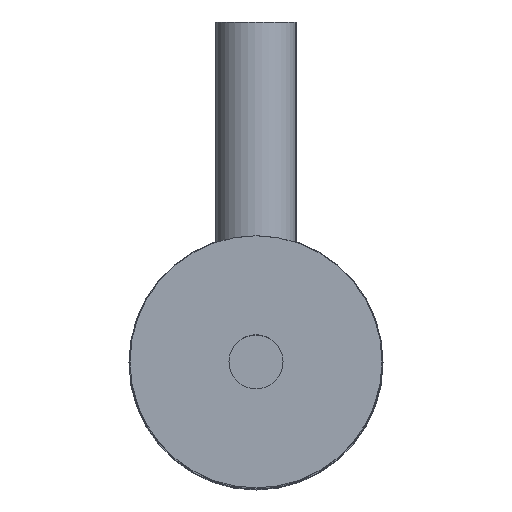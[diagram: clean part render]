
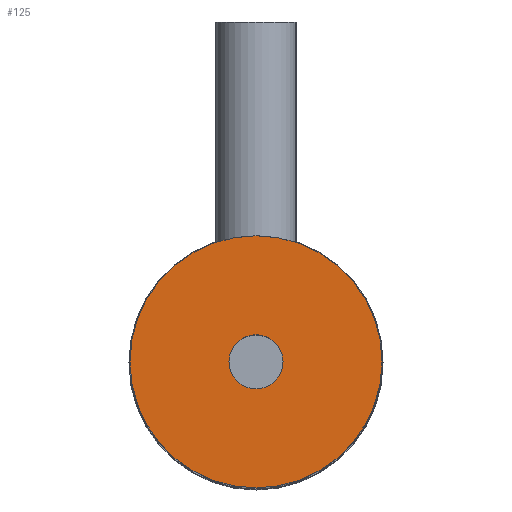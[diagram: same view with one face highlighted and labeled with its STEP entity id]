
A CAD part, top view. The second image highlights one B-rep face of the part: STEP entity #125.
In plain terms, the highlighted planar face has unit normal (0, 0, 1).
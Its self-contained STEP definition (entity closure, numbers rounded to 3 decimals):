
#24 = EDGE_CURVE ( 'NONE', #25, #99, #532, .T. ) ;
#25 = VERTEX_POINT ( 'NONE', #527 ) ;
#55 = EDGE_CURVE ( 'NONE', #56, #58, #696, .T. ) ;
#56 = VERTEX_POINT ( 'NONE', #692 ) ;
#58 = VERTEX_POINT ( 'NONE', #687 ) ;
#99 = VERTEX_POINT ( 'NONE', #831 ) ;
#102 = ORIENTED_EDGE ( 'NONE', *, *, #55, .F. ) ;
#103 = ORIENTED_EDGE ( 'NONE', *, *, #24, .T. ) ;
#104 = ORIENTED_EDGE ( 'NONE', *, *, #105, .T. ) ;
#105 = EDGE_CURVE ( 'NONE', #99, #25, #830, .T. ) ;
#124 = EDGE_CURVE ( 'NONE', #58, #56, #934, .T. ) ;
#125 = ADVANCED_FACE ( 'NONE', ( #929, #928 ), #971, .T. ) ;
#126 = EDGE_LOOP ( 'NONE', ( #127, #102 ) ) ;
#127 = ORIENTED_EDGE ( 'NONE', *, *, #124, .F. ) ;
#128 = EDGE_LOOP ( 'NONE', ( #103, #104 ) ) ;
#527 = CARTESIAN_POINT ( 'NONE',  ( 12.856, 0.425, -6.859 ) ) ;
#528 = DIRECTION ( 'NONE',  ( 1., 0., 0. ) ) ;
#529 = DIRECTION ( 'NONE',  ( 0., 0., 1. ) ) ;
#530 = CARTESIAN_POINT ( 'NONE',  ( 6.556, 0.425, -6.859 ) ) ;
#531 = AXIS2_PLACEMENT_3D ( 'NONE', #530, #529, #528 ) ;
#532 = CIRCLE ( 'NONE', #531, 6.3 ) ;
#649 = CARTESIAN_POINT ( 'NONE',  ( 6.556, 0.425, -6.859 ) ) ;
#687 = CARTESIAN_POINT ( 'NONE',  ( 7.908, 0.425, -6.859 ) ) ;
#692 = CARTESIAN_POINT ( 'NONE',  ( 5.203, 0.425, -6.859 ) ) ;
#693 = DIRECTION ( 'NONE',  ( 1., 0., 0. ) ) ;
#694 = DIRECTION ( 'NONE',  ( 0., 0., 1. ) ) ;
#695 = AXIS2_PLACEMENT_3D ( 'NONE', #649, #694, #693 ) ;
#696 = CIRCLE ( 'NONE', #695, 1.353 ) ;
#826 = DIRECTION ( 'NONE',  ( 1., 0., 0. ) ) ;
#827 = DIRECTION ( 'NONE',  ( 0., 0., 1. ) ) ;
#828 = CARTESIAN_POINT ( 'NONE',  ( 6.556, 0.425, -6.859 ) ) ;
#829 = AXIS2_PLACEMENT_3D ( 'NONE', #828, #827, #826 ) ;
#830 = CIRCLE ( 'NONE', #829, 6.3 ) ;
#831 = CARTESIAN_POINT ( 'NONE',  ( 0.256, 0.425, -6.859 ) ) ;
#928 = FACE_OUTER_BOUND ( 'NONE', #128, .T. ) ;
#929 = FACE_BOUND ( 'NONE', #126, .T. ) ;
#930 = DIRECTION ( 'NONE',  ( 1., 0., 0. ) ) ;
#931 = DIRECTION ( 'NONE',  ( 0., 0., 1. ) ) ;
#932 = CARTESIAN_POINT ( 'NONE',  ( 6.556, 0.425, -6.859 ) ) ;
#933 = AXIS2_PLACEMENT_3D ( 'NONE', #932, #931, #930 ) ;
#934 = CIRCLE ( 'NONE', #933, 1.353 ) ;
#967 = DIRECTION ( 'NONE',  ( 1., 0., 0. ) ) ;
#968 = DIRECTION ( 'NONE',  ( 0., 0., 1. ) ) ;
#969 = CARTESIAN_POINT ( 'NONE',  ( 6.556, 0.425, -6.859 ) ) ;
#970 = AXIS2_PLACEMENT_3D ( 'NONE', #969, #968, #967 ) ;
#971 = PLANE ( 'NONE',  #970 ) ;
